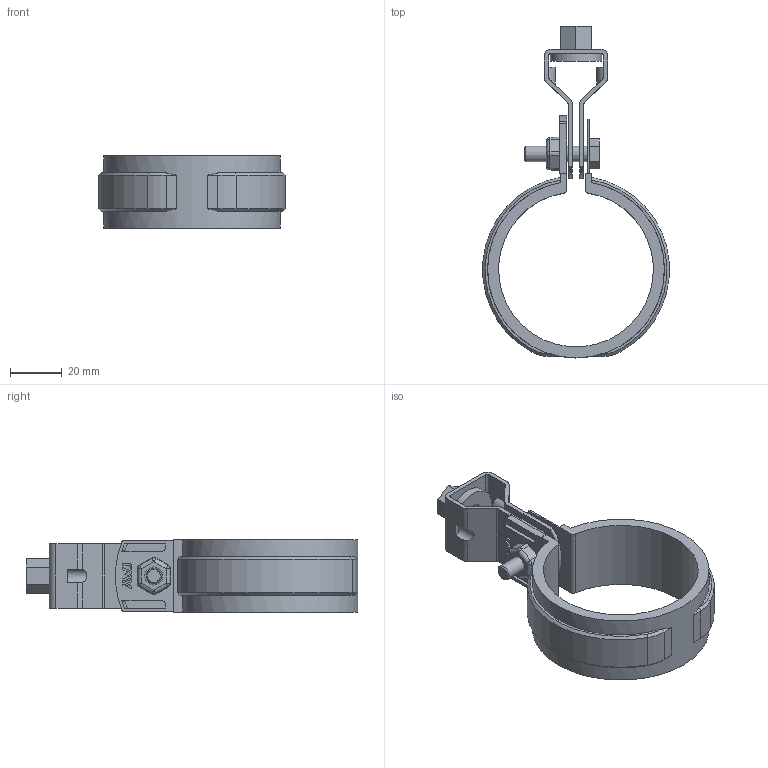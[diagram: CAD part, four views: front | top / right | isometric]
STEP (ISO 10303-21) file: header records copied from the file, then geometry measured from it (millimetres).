
FILE_DESCRIPTION( ( 'STEP AP203' ), '1' );
FILE_NAME( 'PE50.step', '2022-07-07T05:51:19', ( ' ' ), ( ' ' ), 'XStep 1.0', ' ', ' ' );
FILE_SCHEMA( ( 'CONFIG_CONTROL_DESIGN' ) );
Length unit declared in the file: millimetre
Products named in the file (7): 1; 2; 3; 4; 5; 6; 7
Bounding box: 72.27 x 128.65 x 28 mm (x, y, z)
Volume: 37914.8 mm3; surface area: 52892.4 mm2
Topology: 7 solids, 7 shells, 341 faces, 957 edges, 630 vertices
Faces by surface type: plane 183, cylinder 105, cone 23, bspline 18, offset 12
Full cylindrical faces by diameter (mm): 4.917 x1, 6 x1, 7 x3, 8.5 x1, 10.5 x2, 15 x1, 20 x1
Entity records: 14600 total; most frequent: CARTESIAN_POINT 5714, ORIENTED_EDGE 1870, DIRECTION 1640, EDGE_CURVE 935, VERTEX_POINT 621, LINE 554, VECTOR 554, AXIS2_PLACEMENT_3D 543
